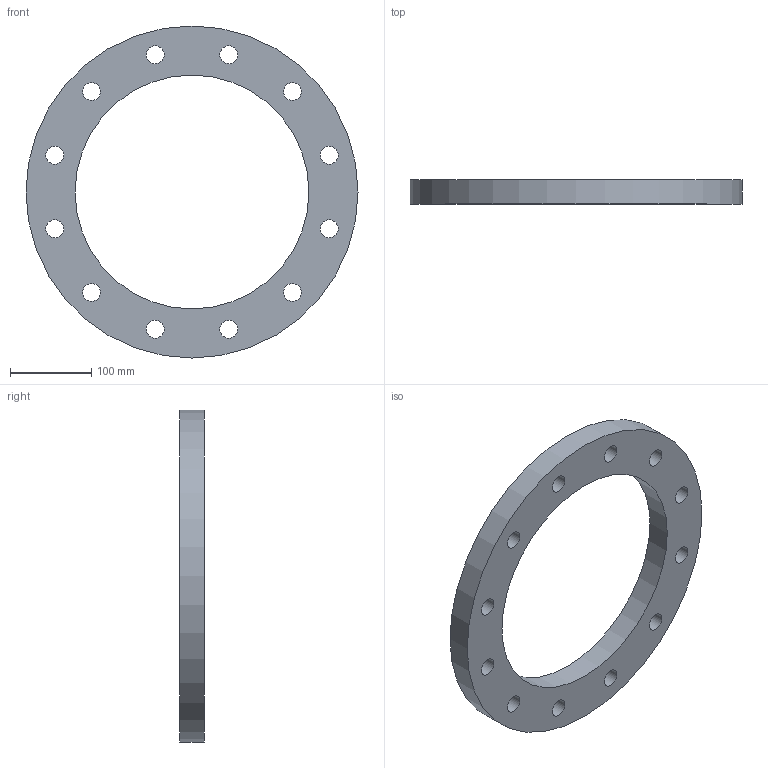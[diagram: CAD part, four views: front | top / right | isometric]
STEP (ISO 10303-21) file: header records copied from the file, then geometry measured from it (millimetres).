
FILE_DESCRIPTION(/* description */ ('PP/Steel loose Flange acc. EN1092-2 PN10/16, Ø250/DN250'),/* implementation_level */ '2;1');
FILE_NAME(/* name */ 'ODS250',/* time_stamp */ '2021-10-25T13:56:53+02:00',/* author */ ('COAB Solutions'),/* organization */ ('GPA Flowsystem'),/* preprocessor_version */ '',/* originating_system */ 'www.coabsolutions.com',/* authorisation */ '');
FILE_SCHEMA (('AUTOMOTIVE_DESIGN { 1 0 10303 214 3 1 1 }'));
Length unit declared in the file: millimetre
Products named in the file (1): ODS250
Bounding box: 409 x 30 x 409 mm (x, y, z)
Volume: 1850296 mm3; surface area: 213925.2 mm2
Topology: 1 solids, 1 shells, 16 faces, 42 edges, 28 vertices
Faces by surface type: cylinder 14, plane 2
Full cylindrical faces by diameter (mm): 22 x12, 288 x1, 409 x1
Entity records: 607 total; most frequent: DIRECTION 104, CARTESIAN_POINT 87, ORIENTED_EDGE 84, AXIS2_PLACEMENT_3D 45, EDGE_LOOP 42, EDGE_CURVE 42, CIRCLE 28, VERTEX_POINT 28
